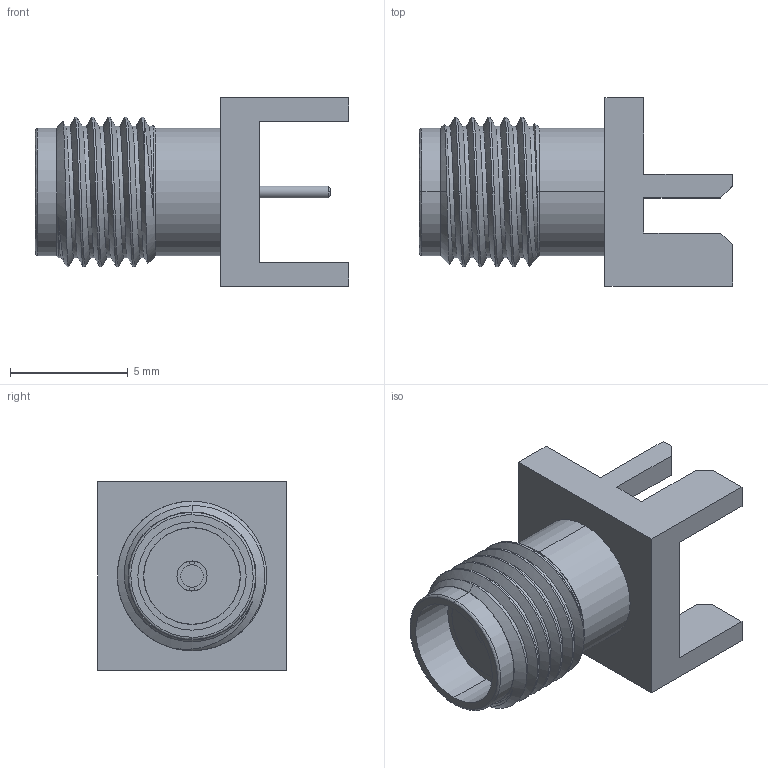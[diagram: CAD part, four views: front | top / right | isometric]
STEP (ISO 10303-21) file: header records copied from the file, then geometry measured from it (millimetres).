
FILE_DESCRIPTION (( 'STEP AP214' ), '1' );
FILE_NAME ('FMCN5214_3D.step', '2024-07-31T17:09:07', ( '' ), ( '' ), 'SwSTEP 2.0', 'SolidWorks 2022', '' );
FILE_SCHEMA (( 'AUTOMOTIVE_DESIGN' ));
Length unit declared in the file: inch
Products named in the file (1): FMCN5214_3D
Bounding box: 13.3 x 8 x 8 mm (x, y, z)
Volume: 294.1 mm3; surface area: 576.9 mm2
Topology: 1 solids, 1 shells, 89 faces, 223 edges, 147 vertices
Faces by surface type: plane 43, cylinder 33, cone 8, bspline 5
Entity records: 3757 total; most frequent: CARTESIAN_POINT 1632, ORIENTED_EDGE 446, DIRECTION 422, EDGE_CURVE 223, AXIS2_PLACEMENT_3D 150, VERTEX_POINT 147, VECTOR 122, LINE 122
